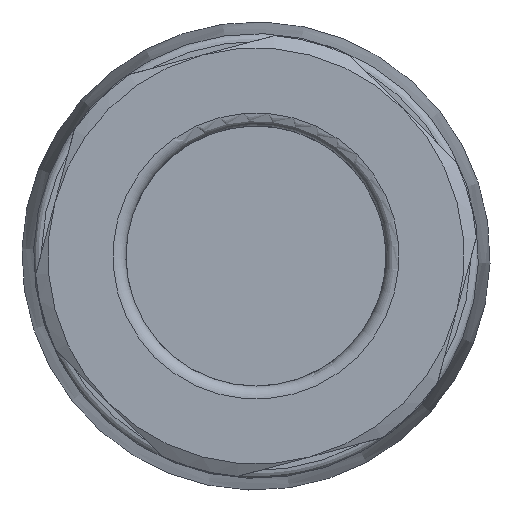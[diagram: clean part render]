
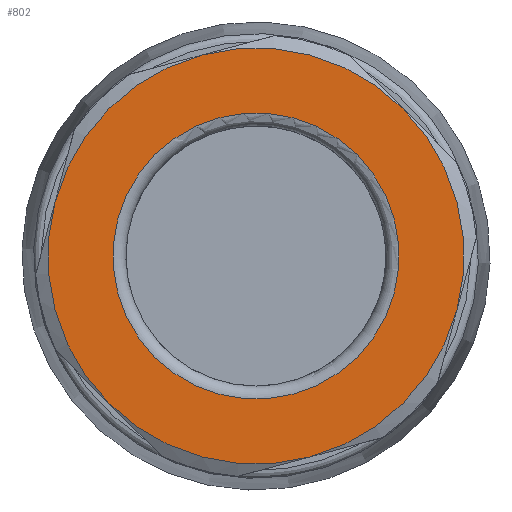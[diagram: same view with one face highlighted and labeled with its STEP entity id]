
A CAD part, front view. The second image highlights one B-rep face of the part: STEP entity #802.
In plain terms, the highlighted planar face has unit normal (0, -1, 0).
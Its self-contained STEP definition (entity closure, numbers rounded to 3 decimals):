
#678=PLANE('',#2452);
#802=ADVANCED_FACE('',(#1009,#1010),#678,.T.);
#1009=FACE_BOUND('',#1222,.T.);
#1010=FACE_BOUND('',#1223,.T.);
#1222=EDGE_LOOP('',(#1608));
#1223=EDGE_LOOP('',(#1609,#1610,#1611,#1612,#1613,#1614));
#1608=ORIENTED_EDGE('',*,*,#2103,.T.);
#1609=ORIENTED_EDGE('',*,*,#2074,.T.);
#1610=ORIENTED_EDGE('',*,*,#2076,.T.);
#1611=ORIENTED_EDGE('',*,*,#2084,.T.);
#1612=ORIENTED_EDGE('',*,*,#2088,.T.);
#1613=ORIENTED_EDGE('',*,*,#2094,.T.);
#1614=ORIENTED_EDGE('',*,*,#2100,.T.);
#1872=VERTEX_POINT('',#4169);
#1873=VERTEX_POINT('',#4171);
#1874=VERTEX_POINT('',#4178);
#1877=VERTEX_POINT('',#4202);
#1880=VERTEX_POINT('',#4212);
#1883=VERTEX_POINT('',#4229);
#1886=VERTEX_POINT('',#4256);
#2074=EDGE_CURVE('',#1873,#1872,#2227,.T.);
#2076=EDGE_CURVE('',#1872,#1874,#2228,.T.);
#2084=EDGE_CURVE('',#1874,#1877,#2230,.T.);
#2088=EDGE_CURVE('',#1877,#1880,#2232,.T.);
#2094=EDGE_CURVE('',#1880,#1883,#2234,.T.);
#2100=EDGE_CURVE('',#1883,#1873,#2236,.T.);
#2103=EDGE_CURVE('',#1886,#1886,#2237,.T.);
#2227=CIRCLE('',#2431,8.);
#2228=CIRCLE('',#2433,8.);
#2230=CIRCLE('',#2437,8.);
#2232=CIRCLE('',#2441,8.);
#2234=CIRCLE('',#2445,8.);
#2236=CIRCLE('',#2449,8.);
#2237=CIRCLE('',#2451,5.5);
#2431=AXIS2_PLACEMENT_3D('',#4170,#2892,#2893);
#2433=AXIS2_PLACEMENT_3D('',#4177,#2896,#2897);
#2437=AXIS2_PLACEMENT_3D('',#4203,#2906,#2907);
#2441=AXIS2_PLACEMENT_3D('',#4211,#2916,#2917);
#2445=AXIS2_PLACEMENT_3D('',#4228,#2926,#2927);
#2449=AXIS2_PLACEMENT_3D('',#4245,#2936,#2937);
#2451=AXIS2_PLACEMENT_3D('',#4255,#2940,#2941);
#2452=AXIS2_PLACEMENT_3D('',#4257,#2942,#2943);
#2892=DIRECTION('',(0.,-1.,0.));
#2893=DIRECTION('',(0.707,0.,-0.707));
#2896=DIRECTION('',(0.,-1.,0.));
#2897=DIRECTION('',(0.707,0.,-0.707));
#2906=DIRECTION('',(0.,-1.,0.));
#2907=DIRECTION('',(0.707,0.,-0.707));
#2916=DIRECTION('',(0.,-1.,0.));
#2917=DIRECTION('',(0.707,0.,-0.707));
#2926=DIRECTION('',(0.,-1.,0.));
#2927=DIRECTION('',(0.707,0.,-0.707));
#2936=DIRECTION('',(0.,-1.,0.));
#2937=DIRECTION('',(0.707,0.,-0.707));
#2940=DIRECTION('',(0.,1.,0.));
#2941=DIRECTION('',(0.707,0.,-0.707));
#2942=DIRECTION('',(0.,-1.,0.));
#2943=DIRECTION('',(0.707,0.,-0.707));
#4169=CARTESIAN_POINT('',(28.284,-76.,9.322));
#4170=CARTESIAN_POINT('',(22.627,-76.,3.665));
#4171=CARTESIAN_POINT('',(30.354,-76.,1.594));
#4177=CARTESIAN_POINT('',(22.627,-76.,3.665));
#4178=CARTESIAN_POINT('',(20.556,-76.,11.392));
#4202=CARTESIAN_POINT('',(14.9,-76.,5.735));
#4203=CARTESIAN_POINT('',(22.627,-76.,3.665));
#4211=CARTESIAN_POINT('',(22.627,-76.,3.665));
#4212=CARTESIAN_POINT('',(16.97,-76.,-1.992));
#4228=CARTESIAN_POINT('',(22.627,-76.,3.665));
#4229=CARTESIAN_POINT('',(24.698,-76.,-4.063));
#4245=CARTESIAN_POINT('',(22.627,-76.,3.665));
#4255=CARTESIAN_POINT('',(22.627,-76.,3.665));
#4256=CARTESIAN_POINT('',(26.516,-76.,-0.224));
#4257=CARTESIAN_POINT('',(16.617,-76.,9.675));
